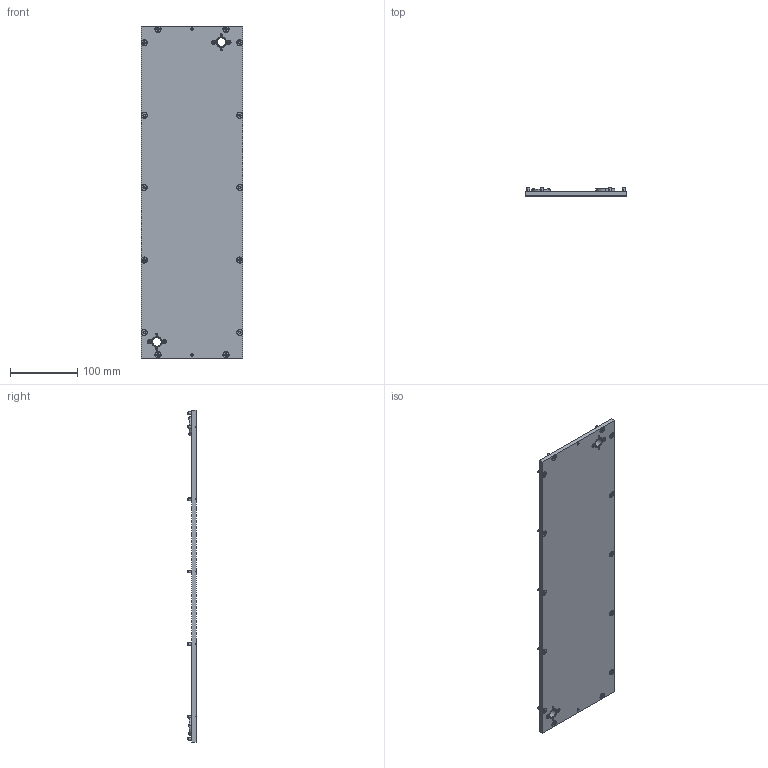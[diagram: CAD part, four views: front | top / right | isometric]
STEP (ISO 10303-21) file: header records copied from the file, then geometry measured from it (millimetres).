
FILE_DESCRIPTION (( 'STEP AP214' ), '1' );
FILE_NAME ('INGUN_109514.STEP', '2023-02-02T14:15:31', ( '' ), ( '' ), 'SwSTEP 2.0', 'SolidWorks 2021', '' );
FILE_SCHEMA (( 'AUTOMOTIVE_DESIGN' ));
Length unit declared in the file: millimetre
Products named in the file (7): INGUN_109514; 52684~0_S; DIN912~n_M03,0x008; DIN6325~n_03,0m6x010; DIN7991~n_M04,0x012; 109513~0_KUNDE<S>; DIN7~n_04,0m6x004
Assembly tree (27 placements, depth 2):
  INGUN_109514
    109513~0_KUNDE<S>
    52684~0_S  x2
    DIN6325~n_03,0m6x010  x4
    DIN912~n_M03,0x008  x4
    DIN7991~n_M04,0x012  x14
    DIN7~n_04,0m6x004  x2
Bounding box: 152 x 12 x 495.3 mm (x, y, z)
Volume: 480770.1 mm3; surface area: 169268.1 mm2
Topology: 27 solids, 27 shells, 704 faces, 1706 edges, 1092 vertices
Faces by surface type: cylinder 478, cone 120, plane 82, sphere 24
Entity records: 6452 total; most frequent: DIRECTION 1222, CARTESIAN_POINT 1001, ORIENTED_EDGE 948, AXIS2_PLACEMENT_3D 523, EDGE_CURVE 474, VERTEX_POINT 302, CIRCLE 298, EDGE_LOOP 268
